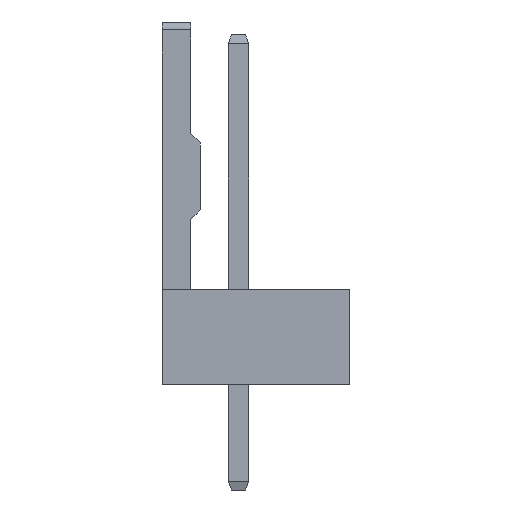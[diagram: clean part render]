
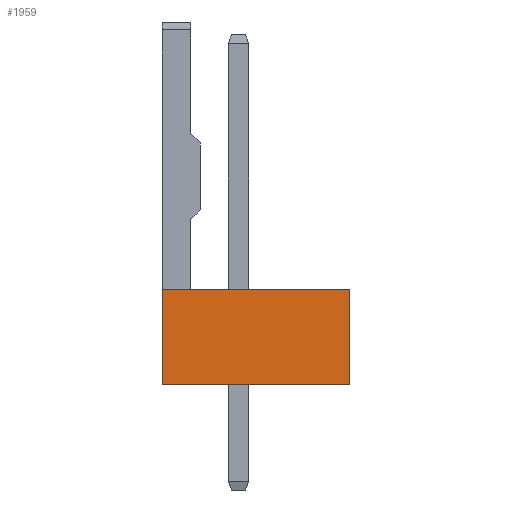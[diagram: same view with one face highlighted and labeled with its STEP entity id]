
A CAD part, left-side view. The second image highlights one B-rep face of the part: STEP entity #1959.
In plain terms, the highlighted planar face has unit normal (-1, 0, 0).
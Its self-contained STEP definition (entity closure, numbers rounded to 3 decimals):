
#118 = CARTESIAN_POINT ( 'NONE',  ( -1.27, -3.5, 0. ) ) ;
#127 = EDGE_CURVE ( 'NONE', #9670, #8378, #6992, .T. ) ;
#215 = CARTESIAN_POINT ( 'NONE',  ( -1.27, -3.5, 0. ) ) ;
#259 = EDGE_CURVE ( 'NONE', #5306, #9670, #409, .T. ) ;
#409 = LINE ( 'NONE', #215, #1501 ) ;
#442 = DIRECTION ( 'NONE',  ( 0., 0., 1. ) ) ;
#1501 = VECTOR ( 'NONE', #5673, 1000. ) ;
#1636 = ORIENTED_EDGE ( 'NONE', *, *, #259, .T. ) ;
#1959 = ADVANCED_FACE ( 'NONE', ( #3157 ), #7671, .T. ) ;
#2244 = ORIENTED_EDGE ( 'NONE', *, *, #127, .T. ) ;
#2269 = DIRECTION ( 'NONE',  ( -1., 0., 0. ) ) ;
#2294 = CARTESIAN_POINT ( 'NONE',  ( -1.27, 2.4, 0. ) ) ;
#2343 = CARTESIAN_POINT ( 'NONE',  ( -1.27, 2.4, 3. ) ) ;
#2359 = VERTEX_POINT ( 'NONE', #5469 ) ;
#2931 = CARTESIAN_POINT ( 'NONE',  ( -1.27, 2.4, 0. ) ) ;
#2995 = ORIENTED_EDGE ( 'NONE', *, *, #7309, .T. ) ;
#3157 = FACE_OUTER_BOUND ( 'NONE', #7103, .T. ) ;
#3628 = VECTOR ( 'NONE', #442, 1000. ) ;
#3679 = CARTESIAN_POINT ( 'NONE',  ( -1.27, 2.4, 0. ) ) ;
#3701 = CARTESIAN_POINT ( 'NONE',  ( -1.27, 2.4, 3. ) ) ;
#4514 = DIRECTION ( 'NONE',  ( 0., 1., 0. ) ) ;
#4676 = DIRECTION ( 'NONE',  ( 0., -1., 0. ) ) ;
#5306 = VERTEX_POINT ( 'NONE', #118 ) ;
#5469 = CARTESIAN_POINT ( 'NONE',  ( -1.27, 2.4, 0. ) ) ;
#5673 = DIRECTION ( 'NONE',  ( 0., 0., 1. ) ) ;
#5922 = CARTESIAN_POINT ( 'NONE',  ( -1.27, -3.5, 3. ) ) ;
#6223 = DIRECTION ( 'NONE',  ( 0., 0., 1. ) ) ;
#6564 = VECTOR ( 'NONE', #4676, 1000. ) ;
#6992 = LINE ( 'NONE', #2343, #7708 ) ;
#7103 = EDGE_LOOP ( 'NONE', ( #2244, #7133, #2995, #1636 ) ) ;
#7133 = ORIENTED_EDGE ( 'NONE', *, *, #7740, .F. ) ;
#7309 = EDGE_CURVE ( 'NONE', #2359, #5306, #7645, .T. ) ;
#7645 = LINE ( 'NONE', #2294, #6564 ) ;
#7671 = PLANE ( 'NONE',  #7908 ) ;
#7708 = VECTOR ( 'NONE', #4514, 1000. ) ;
#7740 = EDGE_CURVE ( 'NONE', #2359, #8378, #8730, .T. ) ;
#7908 = AXIS2_PLACEMENT_3D ( 'NONE', #3679, #2269, #6223 ) ;
#8378 = VERTEX_POINT ( 'NONE', #3701 ) ;
#8730 = LINE ( 'NONE', #2931, #3628 ) ;
#9670 = VERTEX_POINT ( 'NONE', #5922 ) ;
